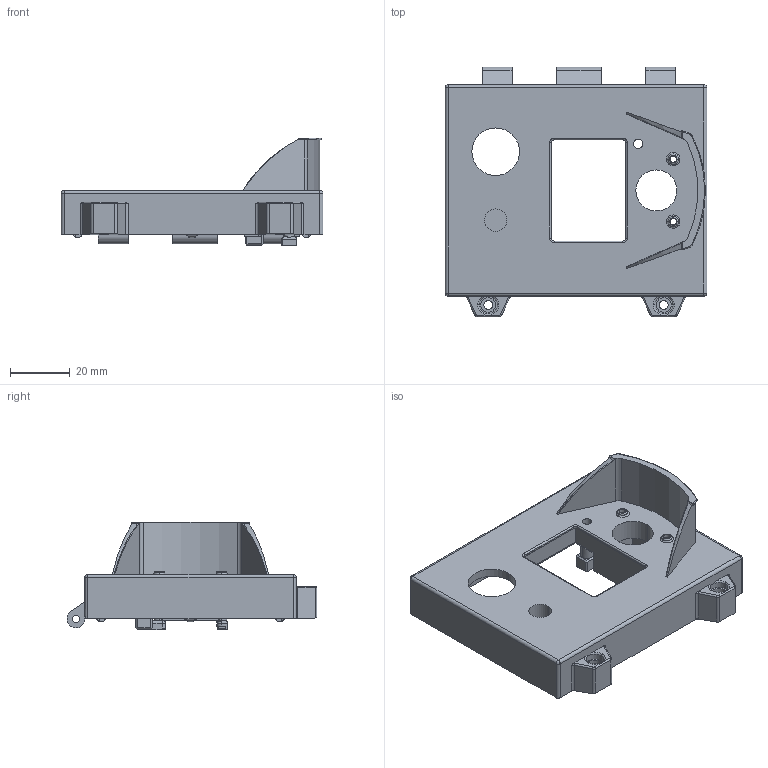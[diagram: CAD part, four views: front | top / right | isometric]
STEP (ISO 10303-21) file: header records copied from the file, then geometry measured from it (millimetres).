
FILE_DESCRIPTION(('CATIA V5 STEP Exchange'),'2;1');
FILE_NAME('Frontside_V49.stp','2022-01-10T08:32:02+00:00',('none'),('none'),'CATIA Version 5-6 Release 2017','CATIA V5 STEP AP203','none');
FILE_SCHEMA(('CONFIG_CONTROL_DESIGN'));
Length unit declared in the file: millimetre
Products named in the file (1): Frontside
Bounding box: 88 x 83.99 x 36.1 mm (x, y, z)
Volume: 39297 mm3; surface area: 27850.5 mm2
Topology: 1 solids, 1 shells, 561 faces, 1441 edges, 871 vertices
Faces by surface type: plane 251, cylinder 208, torus 70, sphere 27, bspline 4, revolution 1
Entity records: 16589 total; most frequent: CARTESIAN_POINT 3828, ORIENTED_EDGE 2832, DIRECTION 2208, EDGE_CURVE 1416, AXIS2_PLACEMENT_3D 935, VERTEX_POINT 871, VECTOR 820, LINE 820
